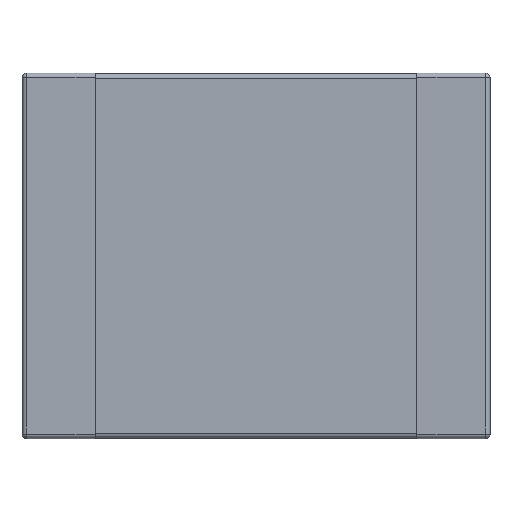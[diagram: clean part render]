
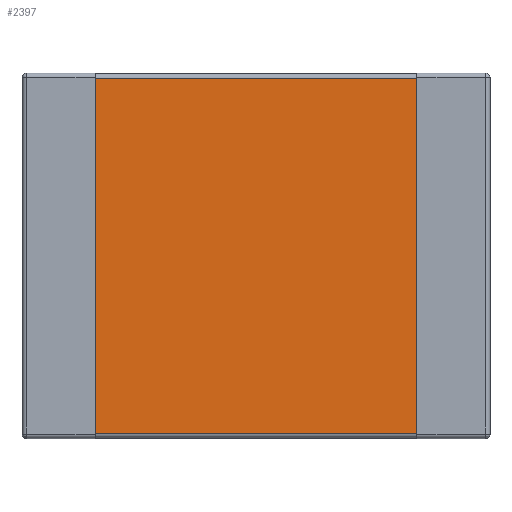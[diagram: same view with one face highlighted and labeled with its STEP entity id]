
A CAD part, top view. The second image highlights one B-rep face of the part: STEP entity #2397.
In plain terms, the highlighted planar face has unit normal (0, 0, 1).
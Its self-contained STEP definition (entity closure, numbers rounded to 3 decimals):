
#105 = PLANE('',#106);
#106 = AXIS2_PLACEMENT_3D('',#107,#108,#109);
#107 = CARTESIAN_POINT('',(-1.1,-1.25,0.5));
#108 = DIRECTION('',(1.,0.,0.));
#109 = DIRECTION('',(0.,0.,-1.));
#181 = PLANE('',#182);
#182 = AXIS2_PLACEMENT_3D('',#183,#184,#185);
#183 = CARTESIAN_POINT('',(1.1,-1.25,0.5));
#184 = DIRECTION('',(-1.,0.,0.));
#185 = DIRECTION('',(0.,0.,1.));
#545 = VERTEX_POINT('',#546);
#546 = CARTESIAN_POINT('',(-1.1,-1.213,0.995));
#561 = CYLINDRICAL_SURFACE('',#562,0.032);
#562 = AXIS2_PLACEMENT_3D('',#563,#564,#565);
#563 = CARTESIAN_POINT('',(0.,-1.213,0.963));
#564 = DIRECTION('',(-1.,0.,0.));
#565 = DIRECTION('',(0.,0.,1.));
#595 = EDGE_CURVE('',#545,#596,#598,.T.);
#596 = VERTEX_POINT('',#597);
#597 = CARTESIAN_POINT('',(-1.1,1.213,0.995));
#598 = SURFACE_CURVE('',#599,(#603,#610),.PCURVE_S1.);
#599 = LINE('',#600,#601);
#600 = CARTESIAN_POINT('',(-1.1,-1.25,0.995));
#601 = VECTOR('',#602,1.);
#602 = DIRECTION('',(-0.,1.,0.));
#603 = PCURVE('',#105,#604);
#604 = DEFINITIONAL_REPRESENTATION('',(#605),#609);
#605 = LINE('',#606,#607);
#606 = CARTESIAN_POINT('',(-0.495,0.));
#607 = VECTOR('',#608,1.);
#608 = DIRECTION('',(0.,1.));
#609 = ( GEOMETRIC_REPRESENTATION_CONTEXT(2) 
PARAMETRIC_REPRESENTATION_CONTEXT() REPRESENTATION_CONTEXT('2D SPACE',''
  ) );
#610 = PCURVE('',#611,#616);
#611 = PLANE('',#612);
#612 = AXIS2_PLACEMENT_3D('',#613,#614,#615);
#613 = CARTESIAN_POINT('',(0.,-1.245,0.995));
#614 = DIRECTION('',(0.,0.,1.));
#615 = DIRECTION('',(1.,0.,-0.));
#616 = DEFINITIONAL_REPRESENTATION('',(#617),#621);
#617 = LINE('',#618,#619);
#618 = CARTESIAN_POINT('',(-1.1,-0.005));
#619 = VECTOR('',#620,1.);
#620 = DIRECTION('',(0.,1.));
#621 = ( GEOMETRIC_REPRESENTATION_CONTEXT(2) 
PARAMETRIC_REPRESENTATION_CONTEXT() REPRESENTATION_CONTEXT('2D SPACE',''
  ) );
#640 = CYLINDRICAL_SURFACE('',#641,0.032);
#641 = AXIS2_PLACEMENT_3D('',#642,#643,#644);
#642 = CARTESIAN_POINT('',(0.,1.213,0.963));
#643 = DIRECTION('',(-1.,0.,0.));
#644 = DIRECTION('',(0.,0.,1.));
#1288 = VERTEX_POINT('',#1289);
#1289 = CARTESIAN_POINT('',(1.1,1.213,0.995));
#1333 = EDGE_CURVE('',#1288,#1334,#1336,.T.);
#1334 = VERTEX_POINT('',#1335);
#1335 = CARTESIAN_POINT('',(1.1,-1.213,0.995));
#1336 = SURFACE_CURVE('',#1337,(#1341,#1348),.PCURVE_S1.);
#1337 = LINE('',#1338,#1339);
#1338 = CARTESIAN_POINT('',(1.1,-1.25,0.995));
#1339 = VECTOR('',#1340,1.);
#1340 = DIRECTION('',(-0.,-1.,0.));
#1341 = PCURVE('',#181,#1342);
#1342 = DEFINITIONAL_REPRESENTATION('',(#1343),#1347);
#1343 = LINE('',#1344,#1345);
#1344 = CARTESIAN_POINT('',(0.495,0.));
#1345 = VECTOR('',#1346,1.);
#1346 = DIRECTION('',(0.,-1.));
#1347 = ( GEOMETRIC_REPRESENTATION_CONTEXT(2) 
PARAMETRIC_REPRESENTATION_CONTEXT() REPRESENTATION_CONTEXT('2D SPACE',''
  ) );
#1348 = PCURVE('',#611,#1349);
#1349 = DEFINITIONAL_REPRESENTATION('',(#1350),#1354);
#1350 = LINE('',#1351,#1352);
#1351 = CARTESIAN_POINT('',(1.1,-0.005));
#1352 = VECTOR('',#1353,1.);
#1353 = DIRECTION('',(-0.,-1.));
#1354 = ( GEOMETRIC_REPRESENTATION_CONTEXT(2) 
PARAMETRIC_REPRESENTATION_CONTEXT() REPRESENTATION_CONTEXT('2D SPACE',''
  ) );
#2397 = ADVANCED_FACE('',(#2398),#611,.T.);
#2398 = FACE_BOUND('',#2399,.T.);
#2399 = EDGE_LOOP('',(#2400,#2443,#2444,#2487));
#2400 = ORIENTED_EDGE('',*,*,#2401,.T.);
#2401 = EDGE_CURVE('',#1288,#596,#2402,.T.);
#2402 = SURFACE_CURVE('',#2403,(#2407,#2414),.PCURVE_S1.);
#2403 = LINE('',#2404,#2405);
#2404 = CARTESIAN_POINT('',(0.,1.213,0.995));
#2405 = VECTOR('',#2406,1.);
#2406 = DIRECTION('',(-1.,-0.,0.));
#2407 = PCURVE('',#611,#2408);
#2408 = DEFINITIONAL_REPRESENTATION('',(#2409),#2413);
#2409 = LINE('',#2410,#2411);
#2410 = CARTESIAN_POINT('',(0.,2.458));
#2411 = VECTOR('',#2412,1.);
#2412 = DIRECTION('',(-1.,0.));
#2413 = ( GEOMETRIC_REPRESENTATION_CONTEXT(2) 
PARAMETRIC_REPRESENTATION_CONTEXT() REPRESENTATION_CONTEXT('2D SPACE',''
  ) );
#2414 = PCURVE('',#640,#2415);
#2415 = DEFINITIONAL_REPRESENTATION('',(#2416),#2442);
#2416 = B_SPLINE_CURVE_WITH_KNOTS('',3,(#2417,#2418,#2419,#2420,#2421,
    #2422,#2423,#2424,#2425,#2426,#2427,#2428,#2429,#2430,#2431,#2432,
    #2433,#2434,#2435,#2436,#2437,#2438,#2439,#2440,#2441),
  .UNSPECIFIED.,.F.,.F.,(4,1,1,1,1,1,1,1,1,1,1,1,1,1,1,1,1,1,1,1,1,1,4),
  (-1.1,-1.,-0.9,-0.8,-0.7,-0.6,-0.5,-0.4,-0.3,-0.2,-0.1,0.,0.1,0.2,0.3,
    0.4,0.5,0.6,0.7,0.8,0.9,1.,1.1),.UNSPECIFIED.);
#2417 = CARTESIAN_POINT('',(0.,-1.1));
#2418 = CARTESIAN_POINT('',(0.,-1.067));
#2419 = CARTESIAN_POINT('',(0.,-1.));
#2420 = CARTESIAN_POINT('',(0.,-0.9));
#2421 = CARTESIAN_POINT('',(0.,-0.8));
#2422 = CARTESIAN_POINT('',(0.,-0.7));
#2423 = CARTESIAN_POINT('',(0.,-0.6));
#2424 = CARTESIAN_POINT('',(0.,-0.5));
#2425 = CARTESIAN_POINT('',(0.,-0.4));
#2426 = CARTESIAN_POINT('',(0.,-0.3));
#2427 = CARTESIAN_POINT('',(0.,-0.2));
#2428 = CARTESIAN_POINT('',(0.,-0.1));
#2429 = CARTESIAN_POINT('',(0.,0.));
#2430 = CARTESIAN_POINT('',(0.,0.1));
#2431 = CARTESIAN_POINT('',(0.,0.2));
#2432 = CARTESIAN_POINT('',(0.,0.3));
#2433 = CARTESIAN_POINT('',(0.,0.4));
#2434 = CARTESIAN_POINT('',(0.,0.5));
#2435 = CARTESIAN_POINT('',(0.,0.6));
#2436 = CARTESIAN_POINT('',(0.,0.7));
#2437 = CARTESIAN_POINT('',(0.,0.8));
#2438 = CARTESIAN_POINT('',(0.,0.9));
#2439 = CARTESIAN_POINT('',(0.,1.));
#2440 = CARTESIAN_POINT('',(0.,1.067));
#2441 = CARTESIAN_POINT('',(0.,1.1));
#2442 = ( GEOMETRIC_REPRESENTATION_CONTEXT(2) 
PARAMETRIC_REPRESENTATION_CONTEXT() REPRESENTATION_CONTEXT('2D SPACE',''
  ) );
#2443 = ORIENTED_EDGE('',*,*,#595,.F.);
#2444 = ORIENTED_EDGE('',*,*,#2445,.T.);
#2445 = EDGE_CURVE('',#545,#1334,#2446,.T.);
#2446 = SURFACE_CURVE('',#2447,(#2451,#2458),.PCURVE_S1.);
#2447 = LINE('',#2448,#2449);
#2448 = CARTESIAN_POINT('',(0.,-1.213,0.995));
#2449 = VECTOR('',#2450,1.);
#2450 = DIRECTION('',(1.,0.,-0.));
#2451 = PCURVE('',#611,#2452);
#2452 = DEFINITIONAL_REPRESENTATION('',(#2453),#2457);
#2453 = LINE('',#2454,#2455);
#2454 = CARTESIAN_POINT('',(0.,0.032));
#2455 = VECTOR('',#2456,1.);
#2456 = DIRECTION('',(1.,0.));
#2457 = ( GEOMETRIC_REPRESENTATION_CONTEXT(2) 
PARAMETRIC_REPRESENTATION_CONTEXT() REPRESENTATION_CONTEXT('2D SPACE',''
  ) );
#2458 = PCURVE('',#561,#2459);
#2459 = DEFINITIONAL_REPRESENTATION('',(#2460),#2486);
#2460 = B_SPLINE_CURVE_WITH_KNOTS('',3,(#2461,#2462,#2463,#2464,#2465,
    #2466,#2467,#2468,#2469,#2470,#2471,#2472,#2473,#2474,#2475,#2476,
    #2477,#2478,#2479,#2480,#2481,#2482,#2483,#2484,#2485),
  .UNSPECIFIED.,.F.,.F.,(4,1,1,1,1,1,1,1,1,1,1,1,1,1,1,1,1,1,1,1,1,1,4),
  (-1.1,-1.,-0.9,-0.8,-0.7,-0.6,-0.5,-0.4,-0.3,-0.2,-0.1,0.,0.1,0.2,0.3,
    0.4,0.5,0.6,0.7,0.8,0.9,1.,1.1),.UNSPECIFIED.);
#2461 = CARTESIAN_POINT('',(6.283,1.1));
#2462 = CARTESIAN_POINT('',(6.283,1.067));
#2463 = CARTESIAN_POINT('',(6.283,1.));
#2464 = CARTESIAN_POINT('',(6.283,0.9));
#2465 = CARTESIAN_POINT('',(6.283,0.8));
#2466 = CARTESIAN_POINT('',(6.283,0.7));
#2467 = CARTESIAN_POINT('',(6.283,0.6));
#2468 = CARTESIAN_POINT('',(6.283,0.5));
#2469 = CARTESIAN_POINT('',(6.283,0.4));
#2470 = CARTESIAN_POINT('',(6.283,0.3));
#2471 = CARTESIAN_POINT('',(6.283,0.2));
#2472 = CARTESIAN_POINT('',(6.283,0.1));
#2473 = CARTESIAN_POINT('',(6.283,0.));
#2474 = CARTESIAN_POINT('',(6.283,-0.1));
#2475 = CARTESIAN_POINT('',(6.283,-0.2));
#2476 = CARTESIAN_POINT('',(6.283,-0.3));
#2477 = CARTESIAN_POINT('',(6.283,-0.4));
#2478 = CARTESIAN_POINT('',(6.283,-0.5));
#2479 = CARTESIAN_POINT('',(6.283,-0.6));
#2480 = CARTESIAN_POINT('',(6.283,-0.7));
#2481 = CARTESIAN_POINT('',(6.283,-0.8));
#2482 = CARTESIAN_POINT('',(6.283,-0.9));
#2483 = CARTESIAN_POINT('',(6.283,-1.));
#2484 = CARTESIAN_POINT('',(6.283,-1.067));
#2485 = CARTESIAN_POINT('',(6.283,-1.1));
#2486 = ( GEOMETRIC_REPRESENTATION_CONTEXT(2) 
PARAMETRIC_REPRESENTATION_CONTEXT() REPRESENTATION_CONTEXT('2D SPACE',''
  ) );
#2487 = ORIENTED_EDGE('',*,*,#1333,.F.);
